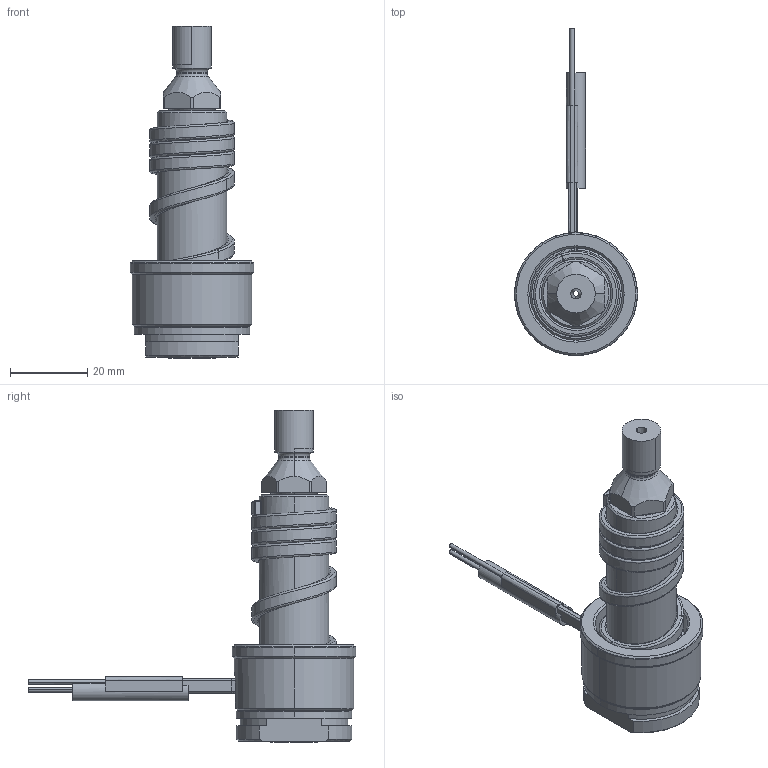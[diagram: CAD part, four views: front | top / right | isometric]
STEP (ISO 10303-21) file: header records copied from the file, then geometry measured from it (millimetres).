
FILE_DESCRIPTION((''),'2;1');
FILE_NAME('SM-76-APO-H','2014-02-13T',('Íàòàëüÿ'),('IMID'),'PRO/ENGINEER BY PARAMETRIC TECHNOLOGY CORPORATION, 2010480','PRO/ENGINEER BY PARAMETRIC TECHNOLOGY CORPORATION, 2010480','');
FILE_SCHEMA(('CONFIG_CONTROL_DESIGN'));
Length unit declared in the file: millimetre
Products named in the file (1): SM-76-APO-H
Bounding box: 32 x 85 x 86.2 mm (x, y, z)
Volume: 28690.5 mm3; surface area: 17002.1 mm2
Topology: 1 solids, 12 shells, 299 faces, 773 edges, 466 vertices
Faces by surface type: cylinder 107, bspline 53, plane 50, cone 48, torus 24, revolution 9, extrusion 6, sphere 2
Entity records: 15260 total; most frequent: CARTESIAN_POINT 8254, ORIENTED_EDGE 1490, DIRECTION 1383, EDGE_CURVE 765, AXIS2_PLACEMENT_3D 553, VERTEX_POINT 466, EDGE_LOOP 323, CIRCLE 321
